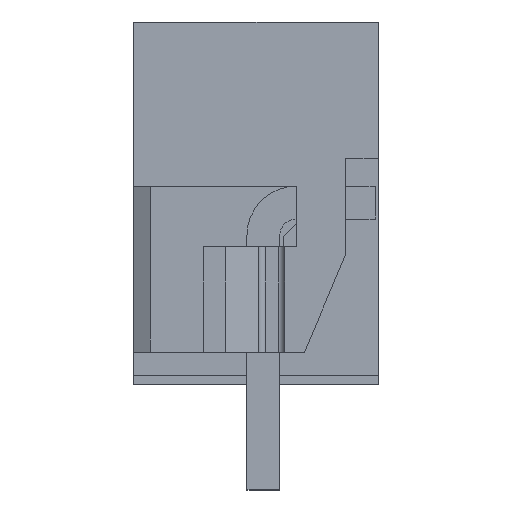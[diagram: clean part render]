
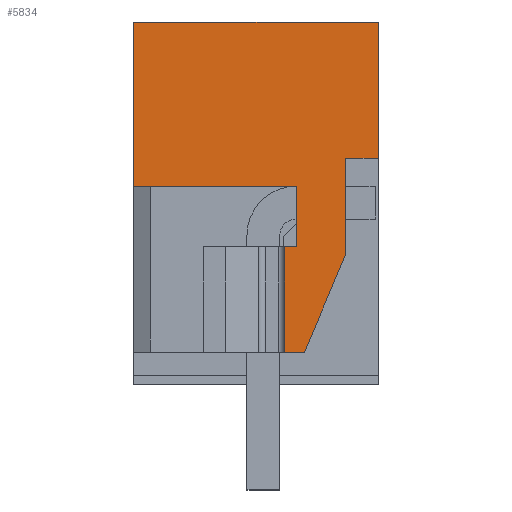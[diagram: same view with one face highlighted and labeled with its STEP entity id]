
A CAD part, left-side view. The second image highlights one B-rep face of the part: STEP entity #5834.
In plain terms, the highlighted planar face has unit normal (-1, 0, 0).
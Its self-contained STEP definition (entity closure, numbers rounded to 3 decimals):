
#5767=AXIS2_PLACEMENT_3D('Plane Axis2P3D',#5764,#5765,#5766) ;
#296=CARTESIAN_POINT('Vertex',(0.,7.45,9.25)) ;
#299=CARTESIAN_POINT('Line Origine',(0.,7.45,11.75)) ;
#303=CARTESIAN_POINT('Vertex',(0.,7.45,14.25)) ;
#5611=CARTESIAN_POINT('Vertex',(0.,2.25,4.2)) ;
#5614=CARTESIAN_POINT('Line Origine',(0.,2.55,4.2)) ;
#5618=CARTESIAN_POINT('Vertex',(0.,2.85,4.2)) ;
#5719=CARTESIAN_POINT('Line Origine',(0.,4.975,9.25)) ;
#5723=CARTESIAN_POINT('Vertex',(0.,2.5,9.25)) ;
#5764=CARTESIAN_POINT('Axis2P3D Location',(0.,7.45,1.8)) ;
#5769=CARTESIAN_POINT('Line Origine',(0.,2.85,5.8)) ;
#5773=CARTESIAN_POINT('Vertex',(0.,2.85,7.4)) ;
#5776=CARTESIAN_POINT('Line Origine',(0.,1.623,5.679)) ;
#5780=CARTESIAN_POINT('Vertex',(0.,0.997,7.158)) ;
#5783=CARTESIAN_POINT('Line Origine',(0.,0.997,8.629)) ;
#5787=CARTESIAN_POINT('Vertex',(0.,0.997,10.1)) ;
#5790=CARTESIAN_POINT('Line Origine',(0.,0.498,10.1)) ;
#5794=CARTESIAN_POINT('Vertex',(0.,0.,10.1)) ;
#5797=CARTESIAN_POINT('Line Origine',(0.,0.,12.175)) ;
#5801=CARTESIAN_POINT('Vertex',(0.,0.,14.25)) ;
#5804=CARTESIAN_POINT('Line Origine',(0.,3.725,14.25)) ;
#5809=CARTESIAN_POINT('Line Origine',(0.,2.5,8.325)) ;
#5813=CARTESIAN_POINT('Vertex',(0.,2.5,7.4)) ;
#5816=CARTESIAN_POINT('Line Origine',(0.,2.675,7.4)) ;
#300=DIRECTION('Vector Direction',(0.,0.,-1.)) ;
#5615=DIRECTION('Vector Direction',(0.,-1.,0.)) ;
#5720=DIRECTION('Vector Direction',(0.,1.,0.)) ;
#5765=DIRECTION('Axis2P3D Direction',(1.,0.,-0.)) ;
#5766=DIRECTION('Axis2P3D XDirection',(0.,0.,1.)) ;
#5770=DIRECTION('Vector Direction',(0.,0.,1.)) ;
#5777=DIRECTION('Vector Direction',(0.,0.39,-0.921)) ;
#5784=DIRECTION('Vector Direction',(0.,0.,1.)) ;
#5791=DIRECTION('Vector Direction',(0.,-1.,0.)) ;
#5798=DIRECTION('Vector Direction',(0.,0.,1.)) ;
#5805=DIRECTION('Vector Direction',(0.,1.,0.)) ;
#5810=DIRECTION('Vector Direction',(0.,0.,-1.)) ;
#5817=DIRECTION('Vector Direction',(0.,1.,0.)) ;
#301=VECTOR('Line Direction',#300,1.) ;
#5616=VECTOR('Line Direction',#5615,1.) ;
#5721=VECTOR('Line Direction',#5720,1.) ;
#5771=VECTOR('Line Direction',#5770,1.) ;
#5778=VECTOR('Line Direction',#5777,1.) ;
#5785=VECTOR('Line Direction',#5784,1.) ;
#5792=VECTOR('Line Direction',#5791,1.) ;
#5799=VECTOR('Line Direction',#5798,1.) ;
#5806=VECTOR('Line Direction',#5805,1.) ;
#5811=VECTOR('Line Direction',#5810,1.) ;
#5818=VECTOR('Line Direction',#5817,1.) ;
#5822=ORIENTED_EDGE('',*,*,#5775,.F.) ;
#5823=ORIENTED_EDGE('',*,*,#5620,.F.) ;
#5824=ORIENTED_EDGE('',*,*,#5782,.F.) ;
#5825=ORIENTED_EDGE('',*,*,#5789,.F.) ;
#5826=ORIENTED_EDGE('',*,*,#5796,.F.) ;
#5827=ORIENTED_EDGE('',*,*,#5803,.F.) ;
#5828=ORIENTED_EDGE('',*,*,#5808,.F.) ;
#5829=ORIENTED_EDGE('',*,*,#305,.F.) ;
#5830=ORIENTED_EDGE('',*,*,#5725,.F.) ;
#5831=ORIENTED_EDGE('',*,*,#5815,.F.) ;
#5832=ORIENTED_EDGE('',*,*,#5820,.F.) ;
#5834=ADVANCED_FACE('HOUSING',(#5833),#5768,.F.) ;
#305=EDGE_CURVE('',#297,#304,#302,.F.) ;
#5620=EDGE_CURVE('',#5612,#5619,#5617,.F.) ;
#5725=EDGE_CURVE('',#5724,#297,#5722,.T.) ;
#5775=EDGE_CURVE('',#5619,#5774,#5772,.T.) ;
#5782=EDGE_CURVE('',#5781,#5612,#5779,.T.) ;
#5789=EDGE_CURVE('',#5788,#5781,#5786,.F.) ;
#5796=EDGE_CURVE('',#5795,#5788,#5793,.F.) ;
#5803=EDGE_CURVE('',#5802,#5795,#5800,.F.) ;
#5808=EDGE_CURVE('',#304,#5802,#5807,.F.) ;
#5815=EDGE_CURVE('',#5814,#5724,#5812,.F.) ;
#5820=EDGE_CURVE('',#5774,#5814,#5819,.F.) ;
#5821=EDGE_LOOP('',(#5822,#5823,#5824,#5825,#5826,#5827,#5828,#5829,#5830,#5831,#5832)) ;
#5833=FACE_OUTER_BOUND('',#5821,.T.) ;
#302=LINE('Line',#299,#301) ;
#5617=LINE('Line',#5614,#5616) ;
#5722=LINE('Line',#5719,#5721) ;
#5772=LINE('Line',#5769,#5771) ;
#5779=LINE('Line',#5776,#5778) ;
#5786=LINE('Line',#5783,#5785) ;
#5793=LINE('Line',#5790,#5792) ;
#5800=LINE('Line',#5797,#5799) ;
#5807=LINE('Line',#5804,#5806) ;
#5812=LINE('Line',#5809,#5811) ;
#5819=LINE('Line',#5816,#5818) ;
#5768=PLANE('',#5767) ;
#297=VERTEX_POINT('',#296) ;
#304=VERTEX_POINT('',#303) ;
#5612=VERTEX_POINT('',#5611) ;
#5619=VERTEX_POINT('',#5618) ;
#5724=VERTEX_POINT('',#5723) ;
#5774=VERTEX_POINT('',#5773) ;
#5781=VERTEX_POINT('',#5780) ;
#5788=VERTEX_POINT('',#5787) ;
#5795=VERTEX_POINT('',#5794) ;
#5802=VERTEX_POINT('',#5801) ;
#5814=VERTEX_POINT('',#5813) ;
